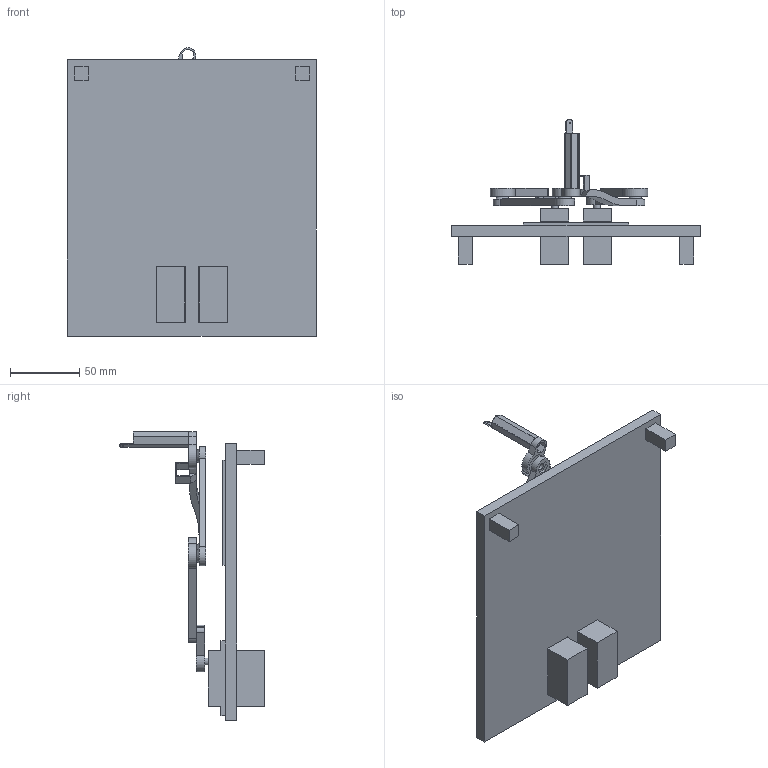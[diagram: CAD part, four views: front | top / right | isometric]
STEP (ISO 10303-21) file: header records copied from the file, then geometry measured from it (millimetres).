
FILE_DESCRIPTION(/* description */ (''),/* implementation_level */ '2;1');
FILE_NAME(/* name */ 'Post it Plotter v1.step',/* time_stamp */ '2021-01-04T18:12:28+01:00',/* author */ (''),/* organization */ (''),/* preprocessor_version */ 'ST-DEVELOPER v18.1',/* originating_system */ 'Autodesk Translation Framework v9.7.1.1290',/* authorisation */ '');
FILE_SCHEMA (('AUTOMOTIVE_DESIGN { 1 0 10303 214 3 1 1 }'));
Length unit declared in the file: millimetre
Products named in the file (22): Assembly; Post It; Post It_1; servo DS3218; base; base_1; servo DS3218_1; servo; servo arm; near arm; near arm_1; near arm_2; bearing; bearing_1; left arm; left arm_1; bearing_2; bearing_3; right arm; foot; foot_1; foot_2
Assembly tree (27 placements, depth 3):
  Assembly
    Post It
      Post It_1
    servo DS3218
      servo
      servo arm
    base
      base_1
    servo DS3218_1
      servo
      servo arm
    near arm
      near arm_2
    near arm_1
      near arm_2
    bearing
      bearing_3
    bearing_1
      bearing_3
    left arm
      left arm_1
    bearing_2
      bearing_3
    right arm
    foot
      foot_2
    foot_1
      foot_2
Bounding box: 180.06 x 104.8 x 208.57 mm (x, y, z)
Volume: 382411.5 mm3; surface area: 125907.2 mm2
Topology: 15 solids, 15 shells, 221 faces, 537 edges, 354 vertices
Faces by surface type: plane 155, cylinder 55, cone 9, bspline 2
Full cylindrical faces by diameter (mm): 1 x1, 2.5 x8, 4.5 x10, 4.8 x3, 5 x7, 12 x3, 14 x6
Entity records: 5447 total; most frequent: CARTESIAN_POINT 918, DIRECTION 889, ORIENTED_EDGE 796, EDGE_CURVE 398, LINE 313, VECTOR 313, AXIS2_PLACEMENT_3D 288, VERTEX_POINT 263
